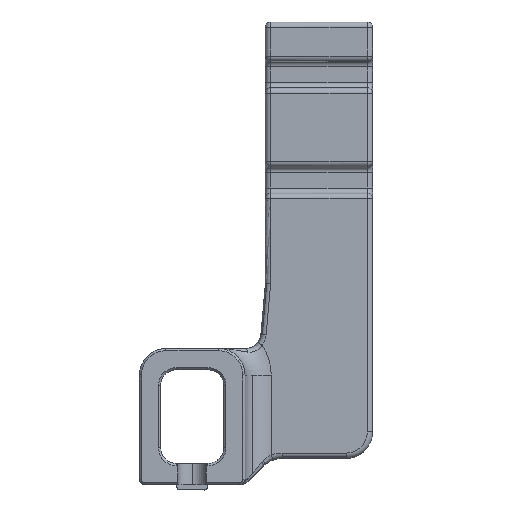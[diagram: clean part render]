
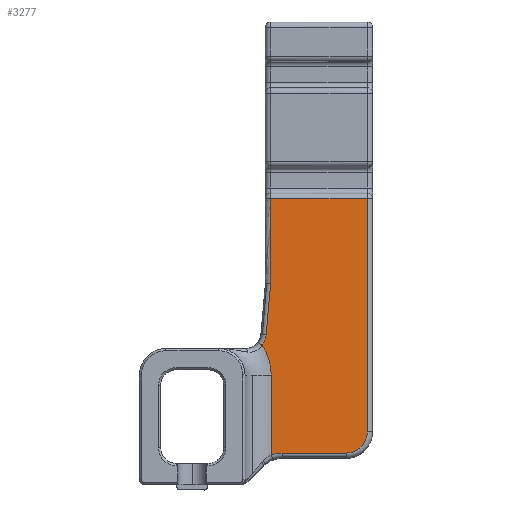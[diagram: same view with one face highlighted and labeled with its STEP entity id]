
A CAD part, top view. The second image highlights one B-rep face of the part: STEP entity #3277.
In plain terms, the highlighted planar face has unit normal (0, 0, 1).
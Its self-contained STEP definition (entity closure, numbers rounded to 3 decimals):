
#27 = DIRECTION ( 'NONE',  ( -1., 0., 0. ) ) ;
#197 = CARTESIAN_POINT ( 'NONE',  ( -22.47, 19.253, 7. ) ) ;
#322 = DIRECTION ( 'NONE',  ( 0., 0., 1. ) ) ;
#336 = CIRCLE ( 'NONE', #1373, 6. ) ;
#359 = ORIENTED_EDGE ( 'NONE', *, *, #546, .F. ) ;
#410 = PLANE ( 'NONE',  #5174 ) ;
#458 = CIRCLE ( 'NONE', #5444, 4. ) ;
#532 = DIRECTION ( 'NONE',  ( 0.087, 0.996, 0. ) ) ;
#546 = EDGE_CURVE ( 'NONE', #1679, #1930, #336, .T. ) ;
#567 = CARTESIAN_POINT ( 'NONE',  ( -20.399, 4.453, 7. ) ) ;
#589 = AXIS2_PLACEMENT_3D ( 'NONE', #2955, #4939, #4453 ) ;
#709 = LINE ( 'NONE', #5654, #3170 ) ;
#714 = CARTESIAN_POINT ( 'NONE',  ( -22.585, 52.753, 7. ) ) ;
#802 = LINE ( 'NONE', #1380, #1733 ) ;
#1019 = DIRECTION ( 'NONE',  ( 0.952, -0.307, 0. ) ) ;
#1112 = CIRCLE ( 'NONE', #589, 10. ) ;
#1197 = DIRECTION ( 'NONE',  ( 0., -1., 0. ) ) ;
#1263 = CARTESIAN_POINT ( 'NONE',  ( -24.201, 24.876, 7. ) ) ;
#1322 = AXIS2_PLACEMENT_3D ( 'NONE', #2977, #4054, #1019 ) ;
#1373 = AXIS2_PLACEMENT_3D ( 'NONE', #3740, #322, #5726 ) ;
#1380 = CARTESIAN_POINT ( 'NONE',  ( -5.7, 52.753, 7. ) ) ;
#1679 = VERTEX_POINT ( 'NONE', #567 ) ;
#1721 = LINE ( 'NONE', #3711, #6335 ) ;
#1733 = VECTOR ( 'NONE', #1898, 1000. ) ;
#1807 = CARTESIAN_POINT ( 'NONE',  ( -4.25, 52.753, 7. ) ) ;
#1815 = ORIENTED_EDGE ( 'NONE', *, *, #2511, .F. ) ;
#1853 = CARTESIAN_POINT ( 'NONE',  ( -8.25, 8.453, 7. ) ) ;
#1898 = DIRECTION ( 'NONE',  ( -1., 0., 0. ) ) ;
#1930 = VERTEX_POINT ( 'NONE', #4304 ) ;
#1958 = ORIENTED_EDGE ( 'NONE', *, *, #5186, .F. ) ;
#1978 = CARTESIAN_POINT ( 'NONE',  ( -11.592, 4.453, 7. ) ) ;
#1992 = VERTEX_POINT ( 'NONE', #3361 ) ;
#2099 = EDGE_CURVE ( 'NONE', #4849, #1679, #3933, .T. ) ;
#2182 = ORIENTED_EDGE ( 'NONE', *, *, #2409, .F. ) ;
#2308 = CARTESIAN_POINT ( 'NONE',  ( -22.47, 12.153, 7. ) ) ;
#2392 = CARTESIAN_POINT ( 'NONE',  ( -5.7, 25.853, 7. ) ) ;
#2409 = EDGE_CURVE ( 'NONE', #1930, #4298, #3353, .T. ) ;
#2511 = EDGE_CURVE ( 'NONE', #6383, #4849, #458, .T. ) ;
#2777 = ORIENTED_EDGE ( 'NONE', *, *, #3421, .F. ) ;
#2796 = EDGE_CURVE ( 'NONE', #3147, #3134, #709, .T. ) ;
#2955 = CARTESIAN_POINT ( 'NONE',  ( -32.47, 19.253, 7. ) ) ;
#2977 = CARTESIAN_POINT ( 'NONE',  ( -27.418, 27.253, 7. ) ) ;
#3074 = EDGE_CURVE ( 'NONE', #4678, #4298, #1112, .T. ) ;
#3134 = VERTEX_POINT ( 'NONE', #3676 ) ;
#3147 = VERTEX_POINT ( 'NONE', #714 ) ;
#3170 = VECTOR ( 'NONE', #1197, 1000. ) ;
#3277 = ADVANCED_FACE ( 'NONE', ( #6336 ), #410, .F. ) ;
#3353 = LINE ( 'NONE', #2308, #5512 ) ;
#3356 = EDGE_CURVE ( 'NONE', #4678, #1992, #4853, .T. ) ;
#3361 = CARTESIAN_POINT ( 'NONE',  ( -23.433, 26.904, 7. ) ) ;
#3421 = EDGE_CURVE ( 'NONE', #1992, #3134, #3495, .T. ) ;
#3495 = LINE ( 'NONE', #6420, #4335 ) ;
#3519 = ORIENTED_EDGE ( 'NONE', *, *, #2099, .F. ) ;
#3593 = EDGE_CURVE ( 'NONE', #5471, #3147, #802, .T. ) ;
#3676 = CARTESIAN_POINT ( 'NONE',  ( -22.585, 36.601, 7. ) ) ;
#3711 = CARTESIAN_POINT ( 'NONE',  ( -4.25, 20.853, 7. ) ) ;
#3740 = CARTESIAN_POINT ( 'NONE',  ( -20.399, -1.547, 7. ) ) ;
#3759 = EDGE_LOOP ( 'NONE', ( #1958, #6167, #4911, #2777, #3803, #5166, #2182, #359, #3519, #1815 ) ) ;
#3803 = ORIENTED_EDGE ( 'NONE', *, *, #3356, .F. ) ;
#3809 = DIRECTION ( 'NONE',  ( 0., -1., 0. ) ) ;
#3841 = DIRECTION ( 'NONE',  ( 0., 0., -1. ) ) ;
#3928 = CARTESIAN_POINT ( 'NONE',  ( -4.25, 8.453, 7. ) ) ;
#3933 = LINE ( 'NONE', #1978, #4894 ) ;
#4054 = DIRECTION ( 'NONE',  ( 0., 0., 1. ) ) ;
#4298 = VERTEX_POINT ( 'NONE', #197 ) ;
#4300 = DIRECTION ( 'NONE',  ( 0., 1., 0. ) ) ;
#4304 = CARTESIAN_POINT ( 'NONE',  ( -22.47, 4.084, 7. ) ) ;
#4335 = VECTOR ( 'NONE', #532, 1000. ) ;
#4385 = DIRECTION ( 'NONE',  ( 0., 0., -1. ) ) ;
#4453 = DIRECTION ( 'NONE',  ( 0., 1., 0. ) ) ;
#4678 = VERTEX_POINT ( 'NONE', #1263 ) ;
#4849 = VERTEX_POINT ( 'NONE', #5981 ) ;
#4853 = CIRCLE ( 'NONE', #1322, 4. ) ;
#4894 = VECTOR ( 'NONE', #27, 1000. ) ;
#4911 = ORIENTED_EDGE ( 'NONE', *, *, #2796, .T. ) ;
#4939 = DIRECTION ( 'NONE',  ( 0., 0., -1. ) ) ;
#5166 = ORIENTED_EDGE ( 'NONE', *, *, #3074, .T. ) ;
#5174 = AXIS2_PLACEMENT_3D ( 'NONE', #2392, #4385, #6363 ) ;
#5186 = EDGE_CURVE ( 'NONE', #5471, #6383, #1721, .T. ) ;
#5444 = AXIS2_PLACEMENT_3D ( 'NONE', #1853, #3841, #5849 ) ;
#5471 = VERTEX_POINT ( 'NONE', #1807 ) ;
#5512 = VECTOR ( 'NONE', #4300, 1000. ) ;
#5654 = CARTESIAN_POINT ( 'NONE',  ( -22.585, 86.253, 7. ) ) ;
#5726 = DIRECTION ( 'NONE',  ( -0.212, 0.977, 0. ) ) ;
#5849 = DIRECTION ( 'NONE',  ( 0.894, -0.447, 0. ) ) ;
#5981 = CARTESIAN_POINT ( 'NONE',  ( -8.25, 4.453, 7. ) ) ;
#6167 = ORIENTED_EDGE ( 'NONE', *, *, #3593, .T. ) ;
#6335 = VECTOR ( 'NONE', #3809, 1000. ) ;
#6336 = FACE_OUTER_BOUND ( 'NONE', #3759, .T. ) ;
#6363 = DIRECTION ( 'NONE',  ( 0., -1., 0. ) ) ;
#6383 = VERTEX_POINT ( 'NONE', #3928 ) ;
#6420 = CARTESIAN_POINT ( 'NONE',  ( -23.443, 26.793, 7. ) ) ;
